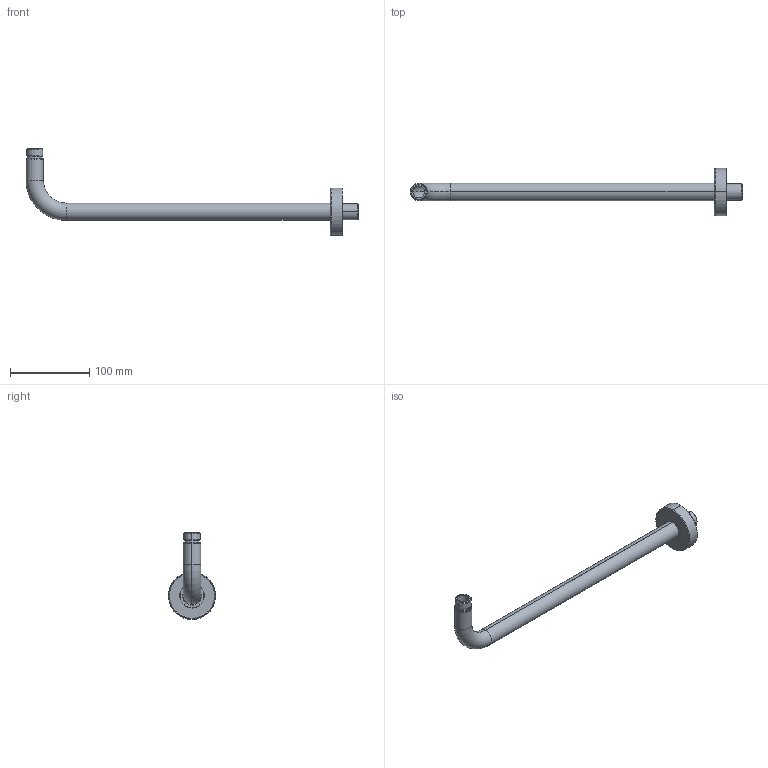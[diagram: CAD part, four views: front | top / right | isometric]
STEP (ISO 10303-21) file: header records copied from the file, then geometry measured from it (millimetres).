
FILE_DESCRIPTION((''),'2;1');
FILE_NAME('AA-RB005CP-X_ASM','2020-09-22T',('Administrator'),(''),'PRO/ENGINEER BY PARAMETRIC TECHNOLOGY CORPORATION, 2010280','PRO/ENGINEER BY PARAMETRIC TECHNOLOGY CORPORATION, 2010280','');
FILE_SCHEMA(('CONFIG_CONTROL_DESIGN'));
Length unit declared in the file: millimetre
Products named in the file (6): PRT0001; PRT0002; PTCB0357; SAD; PTCB0354-P1_ASM; AA-RB005CP-X_ASM
Assembly tree (5 placements, depth 3):
  AA-RB005CP-X_ASM
    PRT0001
    PRT0002
    PTCB0354-P1_ASM
      PTCB0357
      SAD
Bounding box: 420 x 60 x 110 mm (x, y, z)
Volume: 39177.4 mm3; surface area: 75368.5 mm2
Topology: 5 solids, 5 shells, 84 faces, 168 edges, 100 vertices
Faces by surface type: cylinder 34, cone 18, plane 16, torus 16
Entity records: 2377 total; most frequent: DIRECTION 478, CARTESIAN_POINT 365, ORIENTED_EDGE 336, AXIS2_PLACEMENT_3D 213, EDGE_CURVE 168, CIRCLE 116, VERTEX_POINT 100, EDGE_LOOP 100
